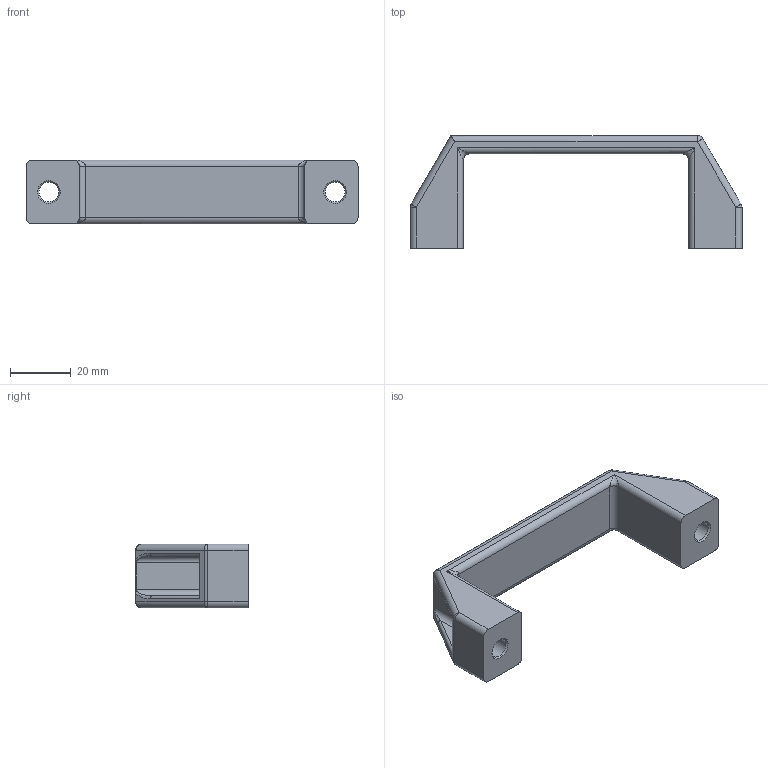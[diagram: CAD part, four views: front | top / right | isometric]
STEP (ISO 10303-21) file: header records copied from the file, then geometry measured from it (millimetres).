
FILE_DESCRIPTION(/* description */ ('maniglia ponte forata int.93'),/* implementation_level */ '2;1');
FILE_NAME(/* name */ 'CMNYY0000004.stp',/* time_stamp */ '2018-11-08T16:59:36+01:00',/* author */ ('fzagni'),/* organization */ (''),/* preprocessor_version */ 'ST-DEVELOPER v16.1',/* originating_system */ 'Autodesk Inventor 2016',/* authorisation */ '');
FILE_SCHEMA (('AUTOMOTIVE_DESIGN { 1 0 10303 214 3 1 1 }'));
Length unit declared in the file: millimetre
Products named in the file (1): 4110
Bounding box: 109 x 37 x 21 mm (x, y, z)
Volume: 24114.2 mm3; surface area: 10706.4 mm2
Topology: 1 solids, 1 shells, 91 faces, 221 edges, 120 vertices
Faces by surface type: cylinder 39, plane 24, bspline 16, sphere 6, cone 4, torus 2
Full cylindrical faces by diameter (mm): 6.5 x2, 10.5 x2
Entity records: 3024 total; most frequent: CARTESIAN_POINT 1018, DIRECTION 417, ORIENTED_EDGE 398, EDGE_CURVE 199, AXIS2_PLACEMENT_3D 164, VERTEX_POINT 120, EDGE_LOOP 105, FACE_OUTER_BOUND 91
